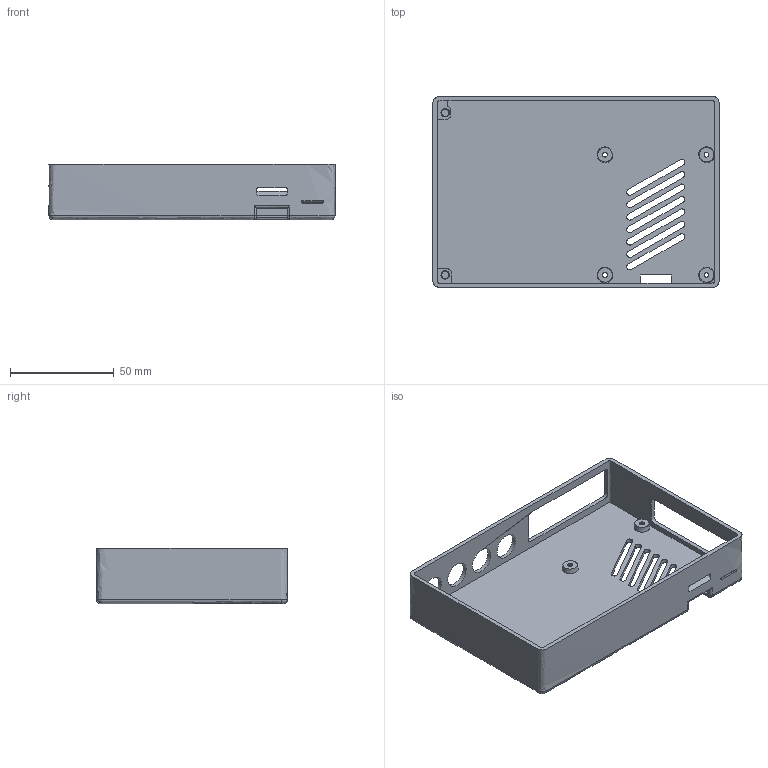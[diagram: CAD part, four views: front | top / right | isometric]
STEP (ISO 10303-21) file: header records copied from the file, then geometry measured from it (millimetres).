
FILE_DESCRIPTION(/* description */ (''),/* implementation_level */ '2;1');
FILE_NAME(/* name */ 'shieldXL_case_v1.1',/* time_stamp */ '2023-06-15T17:21:43-07:00',/* author */ (''),/* organization */ (''),/* preprocessor_version */ 'ST-DEVELOPER v16.5',/* originating_system */ 'Rhino 7.29',/* authorisation */ '');
FILE_SCHEMA (('CONFIG_CONTROL_DESIGN'));
Length unit declared in the file: millimetre
Products named in the file (1): Document
Bounding box: 138 x 92 x 26.8 mm (x, y, z)
Volume: 26588.9 mm3; surface area: 44175.4 mm2
Topology: 1 solids, 1 shells, 181 faces, 457 edges, 299 vertices
Faces by surface type: cylinder 79, bspline 67, plane 35
Full cylindrical faces by diameter (mm): 2.3 x8, 2.8 x4, 5.25 x4, 10.995 x4, 12.462 x4
Entity records: 12608 total; most frequent: CARTESIAN_POINT 9696, ORIENTED_EDGE 914, EDGE_CURVE 457, VERTEX_POINT 299, EDGE_LOOP 242, ADVANCED_FACE 181, FACE_OUTER_BOUND 181, B_SPLINE_CURVE_WITH_KNOTS 141
